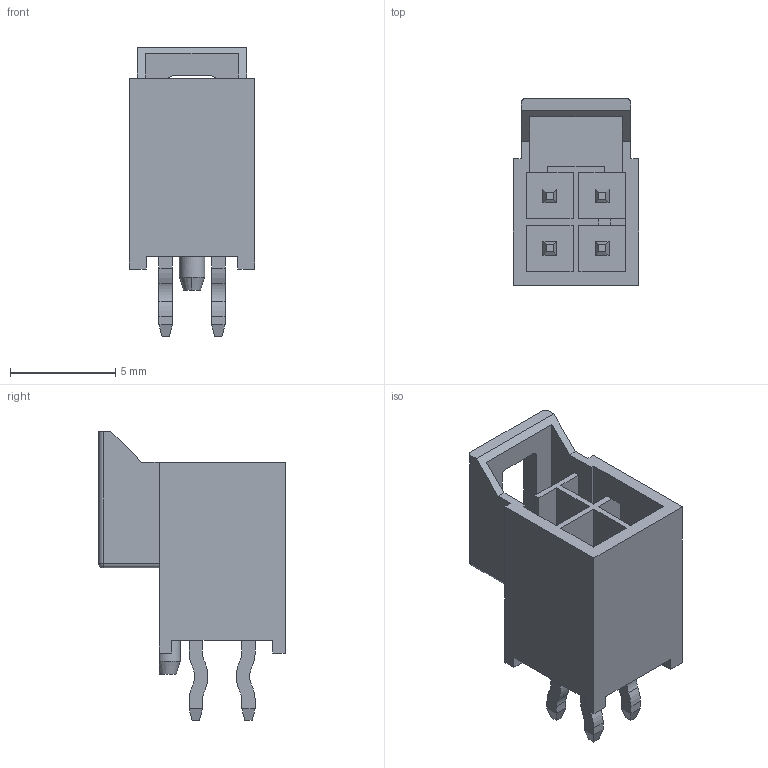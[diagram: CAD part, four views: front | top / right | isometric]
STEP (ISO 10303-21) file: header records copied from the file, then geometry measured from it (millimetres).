
FILE_DESCRIPTION(('FreeCAD Model'),'2;1');
FILE_NAME( 'Molex_1053101204.stp', '2019-06-09T13:49:06',('Author'),(''), 'Open CASCADE STEP processor 7.3','FreeCAD','Unknown');
FILE_SCHEMA(('AUTOMOTIVE_DESIGN { 1 0 10303 214 1 1 1 1 }'));
Length unit declared in the file: millimetre
Products named in the file (3): _053101204; SOLID; COMPOUND
Assembly tree (2 placements, depth 2):
  _053101204
    SOLID
    COMPOUND
Bounding box: 5.94 x 8.84 x 13.71 mm (x, y, z)
Volume: 219.6 mm3; surface area: 686.5 mm2
Topology: 1 solids, 1 shells, 175 faces, 467 edges, 331 vertices
Faces by surface type: plane 138, cylinder 33, sphere 2, cone 2
Entity records: 13033 total; most frequent: CARTESIAN_POINT 2338, DIRECTION 1775, LINE 1227, VECTOR 1227, ORIENTED_EDGE 914, PCURVE 914, DEFINITIONAL_REPRESENTATION 914, EDGE_CURVE 457
